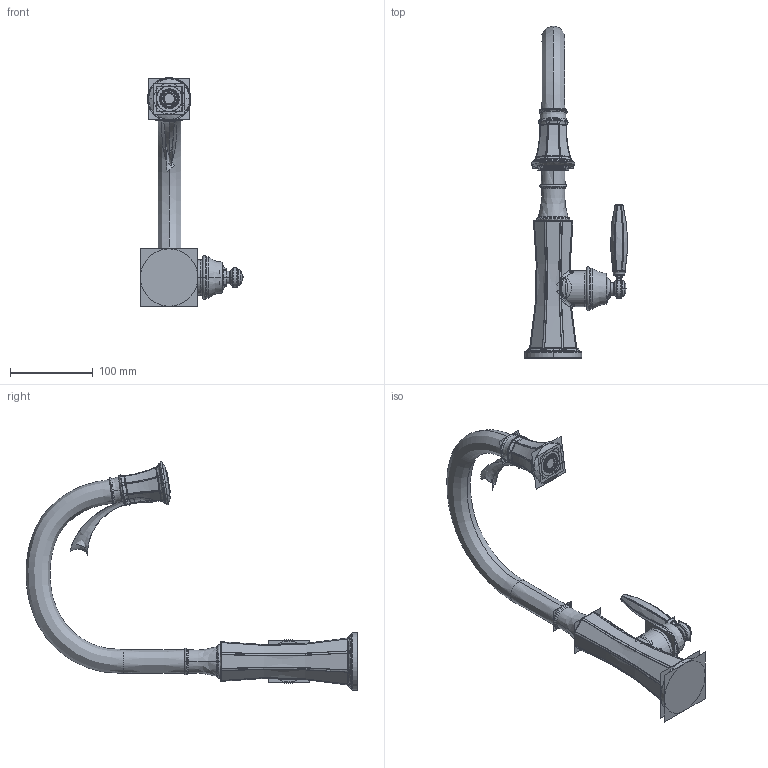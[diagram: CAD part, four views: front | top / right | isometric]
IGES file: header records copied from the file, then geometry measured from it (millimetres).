
Start section:  PTC IGES file: 12038.igs
Global section: file name: 12038.igs; native system: Creo Parametric by PTC Inc.; preprocessor: 2018400; author: jinson.thomas; organization: Unknown; date: 20210407.113727; units: inch
Bounding box: 124.92 x 402.05 x 276.89 mm (x, y, z)
Volume: 1535389.1 mm3; surface area: 895077.8 mm2
Topology: 2 solids, 4 shells, 1128 faces, 6621 edges, 9257 vertices
Faces by surface type: bspline 648, revolution 480
